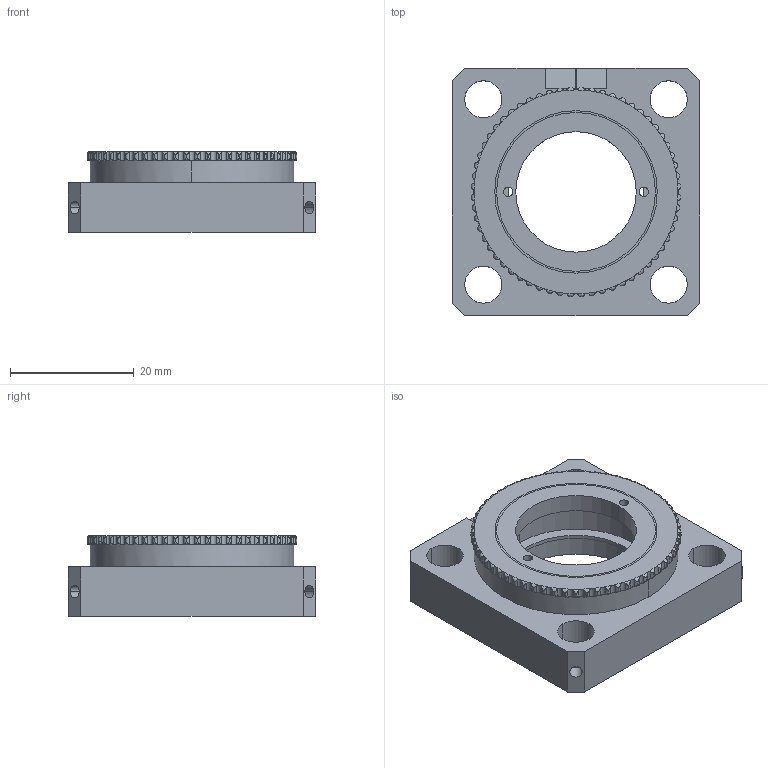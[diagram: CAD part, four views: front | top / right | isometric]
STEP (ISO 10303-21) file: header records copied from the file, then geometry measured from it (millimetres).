
FILE_DESCRIPTION (( 'STEP AP214' ), '1' );
FILE_NAME ('24CPM-1M.STEP', '2019-01-24T08:05:53', ( '' ), ( '' ), 'SwSTEP 2.0', 'SolidWorks 2016', '' );
FILE_SCHEMA (( 'AUTOMOTIVE_DESIGN' ));
Length unit declared in the file: millimetre
Products named in the file (1): 24CPM-1M
Bounding box: 40 x 40 x 13.05 mm (x, y, z)
Surface area: 7256.3 mm2 (no closed solid volume)
Topology: 0 solids, 6 shells, 449 faces, 1274 edges, 810 vertices
Faces by surface type: cylinder 297, torus 120, plane 28, sphere 2, bspline 2
Entity records: 20979 total; most frequent: CARTESIAN_POINT 5302, ORIENTED_EDGE 2418, DIRECTION 1928, EDGE_CURVE 1270, VERTEX_POINT 810, AXIS2_PLACEMENT_3D 778, B_SPLINE_CURVE_WITH_KNOTS 568, EDGE_LOOP 482
